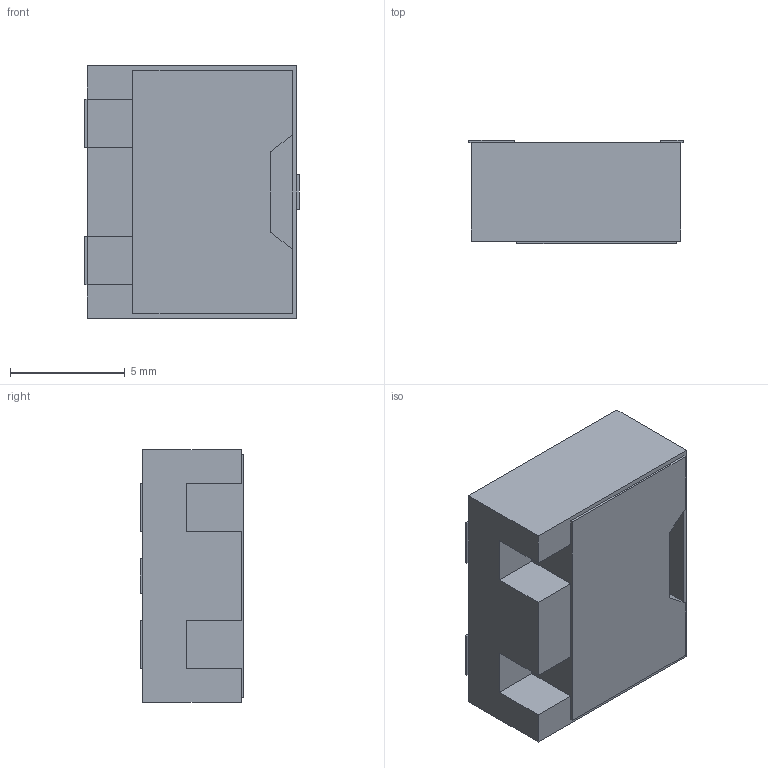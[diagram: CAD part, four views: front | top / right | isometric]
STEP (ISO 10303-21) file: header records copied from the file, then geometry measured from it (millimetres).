
FILE_DESCRIPTION((''),'2;1');
FILE_NAME('SRP1045','2012-07-13T',('ryans'),('Bourns, Inc.'),'PRO/ENGINEER BY PARAMETRIC TECHNOLOGY CORPORATION, 2010100','PRO/ENGINEER BY PARAMETRIC TECHNOLOGY CORPORATION, 2010100','');
FILE_SCHEMA(('CONFIG_CONTROL_DESIGN'));
Length unit declared in the file: millimetre
Products named in the file (1): SRP1045
Bounding box: 9.35 x 4.5 x 11 mm (x, y, z)
Volume: 410.9 mm3; surface area: 426.9 mm2
Topology: 1 solids, 1 shells, 42 faces, 112 edges, 72 vertices
Faces by surface type: plane 42
Entity records: 1310 total; most frequent: CARTESIAN_POINT 226, ORIENTED_EDGE 224, DIRECTION 196, VECTOR 112, LINE 112, EDGE_CURVE 112, VERTEX_POINT 72, AXIS2_PLACEMENT_3D 42
